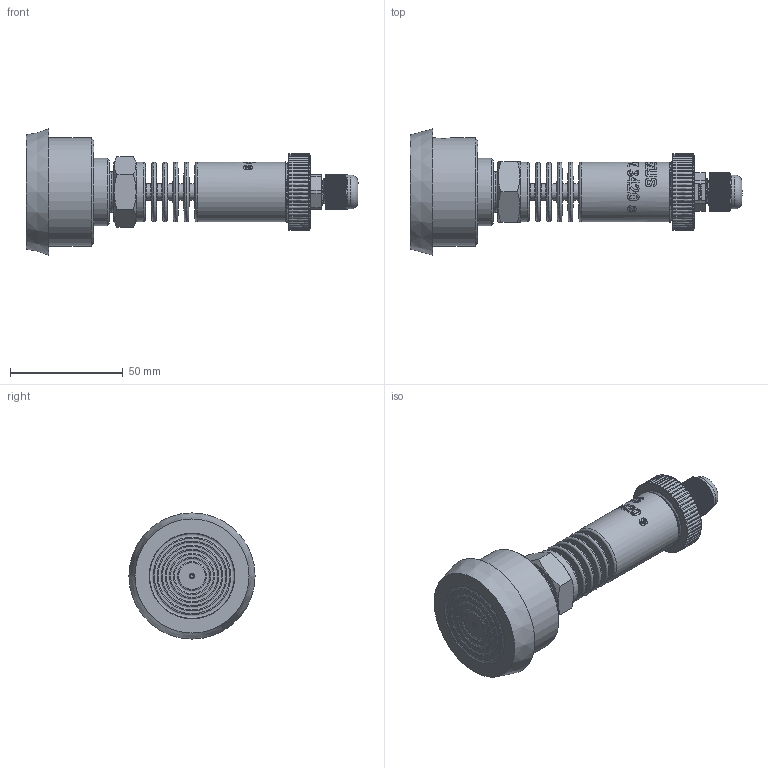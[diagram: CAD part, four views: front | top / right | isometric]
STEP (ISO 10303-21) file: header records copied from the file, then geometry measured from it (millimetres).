
FILE_DESCRIPTION(/* description */ (''),/* implementation_level */ '2;1');
FILE_NAME(/* name */ 'APZ3420s_TapperDN40_radiator_2.step',/* time_stamp */ '2021-07-08T13:54:32+03:00',/* author */ (''),/* organization */ (''),/* preprocessor_version */ 'ST-DEVELOPER v18.1',/* originating_system */ 'Autodesk Translation Framework v10.9.0.1377',/* authorisation */ '');
FILE_SCHEMA (('AUTOMOTIVE_DESIGN { 1 0 10303 214 3 1 1 }'));
Products named in the file (9): АПЗ 3420S заполненная; OMAL nut M27x1.5; Ш100.000.001; M12x1.5 Cable gland; Cable gland; Rubber gasket; M12 Domed nut; G1\2EN radiator; Tapper socket DN40 diaphragm 38 v5 (1)
Assembly tree (8 placements, depth 3):
  АПЗ 3420S заполненная
    OMAL nut M27x1.5
    Ш100.000.001
    M12x1.5 Cable gland
      Cable gland
      Rubber gasket
      M12 Domed nut
    G1\2EN radiator
    Tapper socket DN40 diaphragm 38 v5 (1)
Bounding box: 147.33 x 56 x 56 mm (x, y, z)
Volume: 109274.9 mm3; surface area: 37145.7 mm2
Topology: 8 solids, 8 shells, 2806 faces, 8184 edges, 5455 vertices
Faces by surface type: plane 1506, cylinder 800, bspline 433, torus 35, cone 31, sphere 1
Full cylindrical faces by diameter (mm): 1 x6, 2 x1, 3 x1, 3.3 x1, 5 x1, 6 x3, 7 x1, 7.5 x6, 8 x1, 9.976 x5, 10 x6, 10.376 x4, 10.526 x3, 11.6 x4, 12 x5, 12.203 x3, 12.6 x1, 15 x1, 16.7 x1, 17 x1, 17.5 x1, 18 x1, 18.631 x6, 20.955 x7, 21.4 x2, 22 x1, 22.3 x1, 22.5 x1, 24.5 x1, 25.132 x4
Entity records: 124971 total; most frequent: CARTESIAN_POINT 53933, ORIENTED_EDGE 16362, DIRECTION 12814, EDGE_CURVE 8181, VERTEX_POINT 5454, LINE 4360, VECTOR 4360, AXIS2_PLACEMENT_3D 4227
